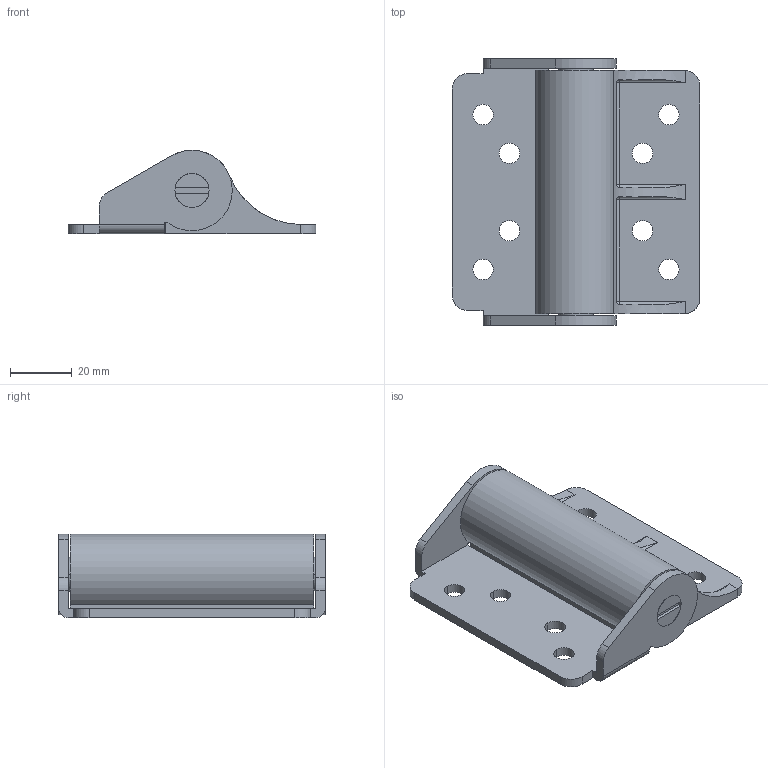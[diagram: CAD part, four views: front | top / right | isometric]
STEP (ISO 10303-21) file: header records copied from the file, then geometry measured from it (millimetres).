
FILE_DESCRIPTION (( 'STEP AP214' ), '1' );
FILE_NAME ('TH_136_1_50.STEP', '2015-05-22T01:44:17', ( '' ), ( '' ), 'SwSTEP 2.0', 'SolidWorks 2015', '' );
FILE_SCHEMA (( 'AUTOMOTIVE_DESIGN' ));
Length unit declared in the file: millimetre
Products named in the file (5): TH_136_1_50; needle; shaft; body; hinge piece
Assembly tree (4 placements, depth 2):
  TH_136_1_50
    hinge piece
    body
    shaft
    needle
Bounding box: 80 x 86 x 27 mm (x, y, z)
Volume: 65690.5 mm3; surface area: 28191.5 mm2
Topology: 4 solids, 4 shells, 115 faces, 298 edges, 188 vertices
Faces by surface type: cylinder 60, plane 51, sphere 4
Entity records: 3818 total; most frequent: CARTESIAN_POINT 696, DIRECTION 656, ORIENTED_EDGE 588, EDGE_CURVE 294, AXIS2_PLACEMENT_3D 250, VERTEX_POINT 188, VECTOR 156, LINE 156
